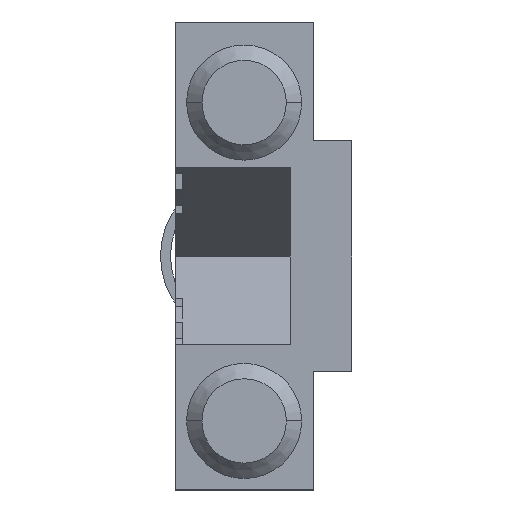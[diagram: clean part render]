
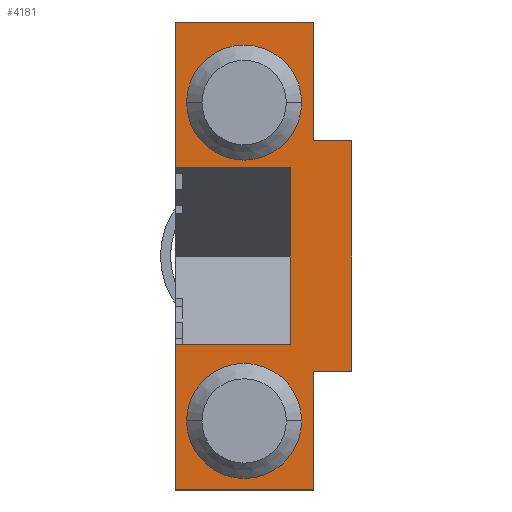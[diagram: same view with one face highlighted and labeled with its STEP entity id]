
A CAD part, left-side view. The second image highlights one B-rep face of the part: STEP entity #4181.
In plain terms, the highlighted face is planar.
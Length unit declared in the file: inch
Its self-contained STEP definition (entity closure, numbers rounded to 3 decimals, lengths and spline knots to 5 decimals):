
#22 = DIRECTION ( 'NONE',  ( 0., 0., -1. ) ) ;
#23 = VECTOR ( 'NONE', #22, 39.37008 ) ;
#24 = CARTESIAN_POINT ( 'NONE',  ( 0.75, 0., 0.305 ) ) ;
#26 = DIRECTION ( 'NONE',  ( 0., -1., 0. ) ) ;
#27 = VECTOR ( 'NONE', #26, 39.37008 ) ;
#28 = LINE ( 'NONE', #24, #23 ) ;
#33 = CARTESIAN_POINT ( 'NONE',  ( 0.75, 0.15, 0.115 ) ) ;
#45 = LINE ( 'NONE', #33, #27 ) ;
#46 = CARTESIAN_POINT ( 'NONE',  ( 0.75, 0., 0.115 ) ) ;
#93 = DIRECTION ( 'NONE',  ( 0., 0., -1. ) ) ;
#94 = VECTOR ( 'NONE', #93, 39.37008 ) ;
#104 = CARTESIAN_POINT ( 'NONE',  ( 0.75, 0.18, 0.305 ) ) ;
#105 = LINE ( 'NONE', #104, #94 ) ;
#112 = DIRECTION ( 'NONE',  ( 0., 0., 1. ) ) ;
#113 = DIRECTION ( 'NONE',  ( 1., 0., 0. ) ) ;
#114 = CARTESIAN_POINT ( 'NONE',  ( 0.75, 0.09, -0.215 ) ) ;
#115 = CIRCLE ( 'NONE', #209, 0.075 ) ;
#153 = CARTESIAN_POINT ( 'NONE',  ( 0.75, 0.18, 0.305 ) ) ;
#209 = AXIS2_PLACEMENT_3D ( 'NONE', #114, #113, #112 ) ;
#1676 = DIRECTION ( 'NONE',  ( 0., 0., 1. ) ) ;
#1677 = DIRECTION ( 'NONE',  ( 1., 0., 0. ) ) ;
#1678 = CARTESIAN_POINT ( 'NONE',  ( 0.75, 0.09, 0.2 ) ) ;
#1681 = VERTEX_POINT ( 'NONE', #4424 ) ;
#1680 = AXIS2_PLACEMENT_3D ( 'NONE', #1678, #1677, #1676 ) ;
#1682 = FACE_BOUND ( 'NONE', #2988, .T. ) ;
#1685 = CIRCLE ( 'NONE', #1680, 0.075 ) ;
#1686 = AXIS2_PLACEMENT_3D ( 'NONE', #1898, #1885, #1690 ) ;
#1688 = CARTESIAN_POINT ( 'NONE',  ( 0.75, 0., -0.305 ) ) ;
#1689 = LINE ( 'NONE', #1688, #1897 ) ;
#1690 = DIRECTION ( 'NONE',  ( 0., 0., 1. ) ) ;
#1698 = LINE ( 'NONE', #1701, #1721 ) ;
#1699 = CARTESIAN_POINT ( 'NONE',  ( 0.75, 0.23, -0.15 ) ) ;
#1701 = CARTESIAN_POINT ( 'NONE',  ( 0.75, 0.15, -0.115 ) ) ;
#1711 = DIRECTION ( 'NONE',  ( 0., 1., 0. ) ) ;
#1712 = VECTOR ( 'NONE', #1711, 39.37008 ) ;
#1713 = CARTESIAN_POINT ( 'NONE',  ( 0.75, 0.23, -0.15 ) ) ;
#1714 = LINE ( 'NONE', #1713, #1712 ) ;
#1716 = DIRECTION ( 'NONE',  ( 0., 0., 1. ) ) ;
#1717 = VECTOR ( 'NONE', #1716, 39.37008 ) ;
#1718 = CARTESIAN_POINT ( 'NONE',  ( 0.75, 0.15, -0.115 ) ) ;
#1719 = CARTESIAN_POINT ( 'NONE',  ( 0.75, 0.15, -0.115 ) ) ;
#1720 = DIRECTION ( 'NONE',  ( 0., -1., 0. ) ) ;
#1721 = VECTOR ( 'NONE', #1720, 39.37008 ) ;
#1722 = LINE ( 'NONE', #1718, #1717 ) ;
#1737 = FACE_BOUND ( 'NONE', #4129, .T. ) ;
#1743 = DIRECTION ( 'NONE',  ( 0., 0., -1. ) ) ;
#1744 = VECTOR ( 'NONE', #1743, 39.37008 ) ;
#1746 = CARTESIAN_POINT ( 'NONE',  ( 0.75, 0.23, 0.15 ) ) ;
#1747 = LINE ( 'NONE', #1746, #1744 ) ;
#1878 = FACE_OUTER_BOUND ( 'NONE', #4131, .T. ) ;
#1885 = DIRECTION ( 'NONE',  ( -1., 0., 0. ) ) ;
#1886 = CARTESIAN_POINT ( 'NONE',  ( 0.75, 0.15, 0.115 ) ) ;
#1894 = PLANE ( 'NONE',  #1686 ) ;
#1896 = DIRECTION ( 'NONE',  ( 0., 1., 0. ) ) ;
#1897 = VECTOR ( 'NONE', #1896, 39.37008 ) ;
#1898 = CARTESIAN_POINT ( 'NONE',  ( 0.75, 0., 0.305 ) ) ;
#2473 = VERTEX_POINT ( 'NONE', #4722 ) ;
#2540 = EDGE_CURVE ( 'NONE', #2473, #2658, #4645, .T. ) ;
#2658 = VERTEX_POINT ( 'NONE', #4726 ) ;
#2718 = DIRECTION ( 'NONE',  ( 0., 0., 1. ) ) ;
#2728 = VERTEX_POINT ( 'NONE', #4778 ) ;
#2732 = VERTEX_POINT ( 'NONE', #4674 ) ;
#2740 = EDGE_CURVE ( 'NONE', #2728, #2732, #4155, .T. ) ;
#2757 = DIRECTION ( 'NONE',  ( 1., 0., 0. ) ) ;
#2808 = VERTEX_POINT ( 'NONE', #4930 ) ;
#2809 = EDGE_CURVE ( 'NONE', #2808, #2818, #4932, .T. ) ;
#2818 = VERTEX_POINT ( 'NONE', #4910 ) ;
#2868 = VERTEX_POINT ( 'NONE', #5061 ) ;
#2869 = VERTEX_POINT ( 'NONE', #5065 ) ;
#2882 = EDGE_CURVE ( 'NONE', #2869, #2868, #5111, .T. ) ;
#2888 = EDGE_CURVE ( 'NONE', #2952, #3001, #5154, .T. ) ;
#2924 = VERTEX_POINT ( 'NONE', #5084 ) ;
#2934 = ORIENTED_EDGE ( 'NONE', *, *, #2740, .F. ) ;
#2935 = ORIENTED_EDGE ( 'NONE', *, *, #2987, .F. ) ;
#2936 = ORIENTED_EDGE ( 'NONE', *, *, #2937, .F. ) ;
#2937 = EDGE_CURVE ( 'NONE', #1681, #2924, #5073, .T. ) ;
#2952 = VERTEX_POINT ( 'NONE', #4890 ) ;
#2960 = ORIENTED_EDGE ( 'NONE', *, *, #3084, .F. ) ;
#2970 = EDGE_CURVE ( 'NONE', #3001, #1681, #105, .T. ) ;
#2985 = ORIENTED_EDGE ( 'NONE', *, *, #2888, .F. ) ;
#2987 = EDGE_CURVE ( 'NONE', #2732, #2728, #115, .T. ) ;
#2988 = EDGE_LOOP ( 'NONE', ( #2935, #2934 ) ) ;
#3001 = VERTEX_POINT ( 'NONE', #153 ) ;
#3074 = VERTEX_POINT ( 'NONE', #46 ) ;
#3080 = ORIENTED_EDGE ( 'NONE', *, *, #3086, .T. ) ;
#3084 = EDGE_CURVE ( 'NONE', #4177, #3074, #45, .T. ) ;
#3085 = ORIENTED_EDGE ( 'NONE', *, *, #2970, .F. ) ;
#3086 = EDGE_CURVE ( 'NONE', #2952, #3074, #28, .T. ) ;
#4122 = ORIENTED_EDGE ( 'NONE', *, *, #4135, .T. ) ;
#4123 = ORIENTED_EDGE ( 'NONE', *, *, #4138, .T. ) ;
#4124 = ORIENTED_EDGE ( 'NONE', *, *, #4178, .T. ) ;
#4125 = ORIENTED_EDGE ( 'NONE', *, *, #2809, .T. ) ;
#4126 = ORIENTED_EDGE ( 'NONE', *, *, #4141, .F. ) ;
#4129 = EDGE_LOOP ( 'NONE', ( #4179, #4261 ) ) ;
#4131 = EDGE_LOOP ( 'NONE', ( #4260, #4122, #4125, #4124, #4139, #4123, #4126, #2936, #3085, #2985, #3080, #2960 ) ) ;
#4135 = EDGE_CURVE ( 'NONE', #4137, #2808, #1698, .T. ) ;
#4136 = EDGE_CURVE ( 'NONE', #4137, #4177, #1722, .T. ) ;
#4137 = VERTEX_POINT ( 'NONE', #1719 ) ;
#4138 = EDGE_CURVE ( 'NONE', #2473, #4140, #1714, .T. ) ;
#4139 = ORIENTED_EDGE ( 'NONE', *, *, #2540, .F. ) ;
#4140 = VERTEX_POINT ( 'NONE', #1699 ) ;
#4141 = EDGE_CURVE ( 'NONE', #2924, #4140, #1747, .T. ) ;
#4146 = CARTESIAN_POINT ( 'NONE',  ( 0.75, 0.09, -0.215 ) ) ;
#4155 = CIRCLE ( 'NONE', #4166, 0.075 ) ;
#4166 = AXIS2_PLACEMENT_3D ( 'NONE', #4146, #2757, #2718 ) ;
#4173 = EDGE_CURVE ( 'NONE', #2868, #2869, #1685, .T. ) ;
#4177 = VERTEX_POINT ( 'NONE', #1886 ) ;
#4178 = EDGE_CURVE ( 'NONE', #2818, #2658, #1689, .T. ) ;
#4179 = ORIENTED_EDGE ( 'NONE', *, *, #4173, .F. ) ;
#4181 = ADVANCED_FACE ( 'NONE', ( #1737, #1878, #1682 ), #1894, .F. ) ;
#4260 = ORIENTED_EDGE ( 'NONE', *, *, #4136, .F. ) ;
#4261 = ORIENTED_EDGE ( 'NONE', *, *, #2882, .F. ) ;
#4424 = CARTESIAN_POINT ( 'NONE',  ( 0.75, 0.18, 0.15 ) ) ;
#4645 = LINE ( 'NONE', #4754, #4746 ) ;
#4674 = CARTESIAN_POINT ( 'NONE',  ( 0.75, 0.015, -0.215 ) ) ;
#4722 = CARTESIAN_POINT ( 'NONE',  ( 0.75, 0.18, -0.15 ) ) ;
#4726 = CARTESIAN_POINT ( 'NONE',  ( 0.75, 0.18, -0.305 ) ) ;
#4745 = DIRECTION ( 'NONE',  ( 0., 0., -1. ) ) ;
#4746 = VECTOR ( 'NONE', #4745, 39.37008 ) ;
#4754 = CARTESIAN_POINT ( 'NONE',  ( 0.75, 0.18, 0.305 ) ) ;
#4778 = CARTESIAN_POINT ( 'NONE',  ( 0.75, 0.165, -0.215 ) ) ;
#4890 = CARTESIAN_POINT ( 'NONE',  ( 0.75, 0., 0.305 ) ) ;
#4910 = CARTESIAN_POINT ( 'NONE',  ( 0.75, 0., -0.305 ) ) ;
#4916 = DIRECTION ( 'NONE',  ( 0., 0., -1. ) ) ;
#4917 = VECTOR ( 'NONE', #4916, 39.37008 ) ;
#4929 = CARTESIAN_POINT ( 'NONE',  ( 0.75, 0., 0.305 ) ) ;
#4930 = CARTESIAN_POINT ( 'NONE',  ( 0.75, 0., -0.115 ) ) ;
#4932 = LINE ( 'NONE', #4929, #4917 ) ;
#5061 = CARTESIAN_POINT ( 'NONE',  ( 0.75, 0.015, 0.2 ) ) ;
#5065 = CARTESIAN_POINT ( 'NONE',  ( 0.75, 0.165, 0.2 ) ) ;
#5068 = DIRECTION ( 'NONE',  ( 0., 1., 0. ) ) ;
#5069 = VECTOR ( 'NONE', #5068, 39.37008 ) ;
#5072 = CARTESIAN_POINT ( 'NONE',  ( 0.75, 0.23, 0.15 ) ) ;
#5073 = LINE ( 'NONE', #5072, #5069 ) ;
#5084 = CARTESIAN_POINT ( 'NONE',  ( 0.75, 0.23, 0.15 ) ) ;
#5096 = DIRECTION ( 'NONE',  ( 0., 0., 1. ) ) ;
#5097 = DIRECTION ( 'NONE',  ( 1., 0., 0. ) ) ;
#5098 = CARTESIAN_POINT ( 'NONE',  ( 0.75, 0.09, 0.2 ) ) ;
#5111 = CIRCLE ( 'NONE', #5162, 0.075 ) ;
#5151 = DIRECTION ( 'NONE',  ( 0., 1., 0. ) ) ;
#5152 = VECTOR ( 'NONE', #5151, 39.37008 ) ;
#5153 = CARTESIAN_POINT ( 'NONE',  ( 0.75, 0., 0.305 ) ) ;
#5154 = LINE ( 'NONE', #5153, #5152 ) ;
#5162 = AXIS2_PLACEMENT_3D ( 'NONE', #5098, #5097, #5096 ) ;
